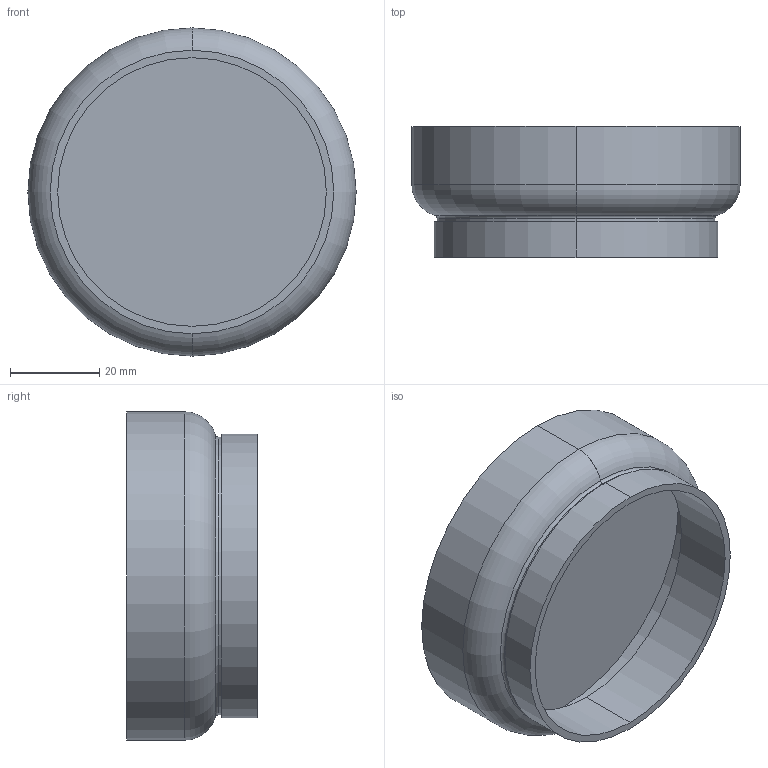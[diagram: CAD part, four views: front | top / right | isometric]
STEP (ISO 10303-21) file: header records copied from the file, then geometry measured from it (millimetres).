
FILE_DESCRIPTION (( 'STEP AP203' ), '1' );
FILE_NAME ('A0657-12-W.STEP', '2012-11-14T19:31:41', ( '' ), ( '' ), 'SwSTEP 2.0', 'SolidWorks 2012', '' );
FILE_SCHEMA (( 'CONFIG_CONTROL_DESIGN' ));
Length unit declared in the file: inch
Products named in the file (1): A0657-12-W
Bounding box: 73.53 x 29.26 x 73.53 mm (x, y, z)
Volume: 31639.1 mm3; surface area: 23108.8 mm2
Topology: 1 solids, 1 shells, 28 faces, 54 edges, 32 vertices
Faces by surface type: cylinder 14, torus 8, plane 6
Entity records: 801 total; most frequent: DIRECTION 152, CARTESIAN_POINT 115, ORIENTED_EDGE 108, AXIS2_PLACEMENT_3D 69, EDGE_CURVE 54, CIRCLE 40, EDGE_LOOP 32, VERTEX_POINT 32
